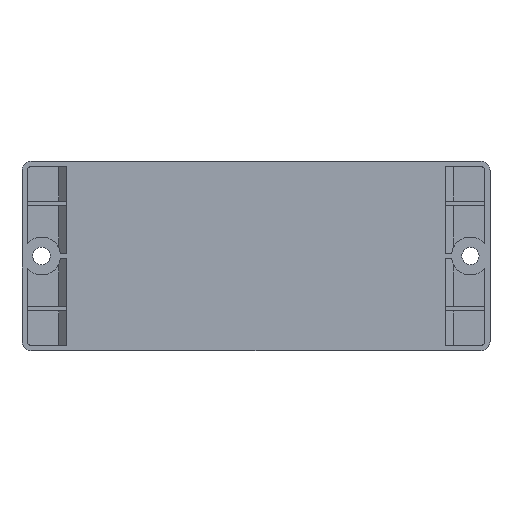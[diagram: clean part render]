
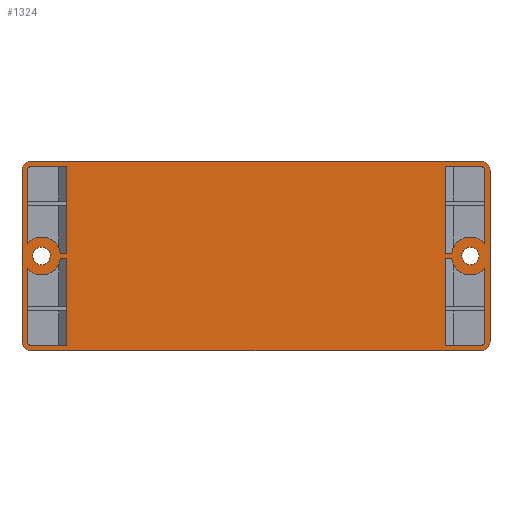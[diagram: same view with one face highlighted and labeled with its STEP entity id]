
A CAD part, top view. The second image highlights one B-rep face of the part: STEP entity #1324.
In plain terms, the highlighted planar face has unit normal (0, 0, 1).
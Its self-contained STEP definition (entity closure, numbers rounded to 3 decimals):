
#13=FACE_BOUND($,#184,.T.);
#14=FACE_BOUND($,#185,.T.);
#15=FACE_BOUND($,#186,.T.);
#16=FACE_BOUND($,#187,.T.);
#17=FACE_BOUND($,#188,.T.);
#18=FACE_BOUND($,#189,.T.);
#45=CIRCLE($,#1381,4.95);
#49=CIRCLE($,#1410,2.5);
#50=CIRCLE($,#1411,2.5);
#51=CIRCLE($,#1412,2.5);
#52=CIRCLE($,#1413,2.5);
#53=CIRCLE($,#1414,4.95);
#54=CIRCLE($,#1415,1.);
#55=CIRCLE($,#1416,1.);
#56=CIRCLE($,#1417,4.95);
#57=CIRCLE($,#1418,1.);
#58=CIRCLE($,#1419,1.);
#59=CIRCLE($,#1420,4.95);
#60=CIRCLE($,#1421,2.25);
#61=CIRCLE($,#1422,2.3);
#110=FACE_OUTER_BOUND($,#183,.T.);
#183=EDGE_LOOP($,(#1008,#1009,#1010,#1011,#1012,#1013,#1014,#1015));
#184=EDGE_LOOP($,(#1016,#1017,#1018,#1019,#1020,#1021));
#185=EDGE_LOOP($,(#1022,#1023,#1024,#1025,#1026,#1027));
#186=EDGE_LOOP($,(#1028,#1029,#1030,#1031,#1032,#1033));
#187=EDGE_LOOP($,(#1034,#1035,#1036,#1037,#1038,#1039));
#188=EDGE_LOOP($,(#1040));
#189=EDGE_LOOP($,(#1041));
#246=LINE($,#1865,#398);
#254=LINE($,#1880,#406);
#269=LINE($,#1921,#421);
#275=LINE($,#1933,#427);
#287=LINE($,#1959,#439);
#295=LINE($,#1974,#447);
#300=LINE($,#1986,#452);
#316=LINE($,#2025,#468);
#336=LINE($,#2067,#488);
#337=LINE($,#2071,#489);
#338=LINE($,#2075,#490);
#339=LINE($,#2079,#491);
#340=LINE($,#2084,#492);
#341=LINE($,#2087,#493);
#342=LINE($,#2091,#494);
#343=LINE($,#2094,#495);
#344=LINE($,#2096,#496);
#345=LINE($,#2098,#497);
#346=LINE($,#2102,#498);
#347=LINE($,#2105,#499);
#398=VECTOR($,#1490,9.2);
#406=VECTOR($,#1500,22.8);
#421=VECTOR($,#1537,1.581);
#427=VECTOR($,#1545,22.8);
#439=VECTOR($,#1565,9.2);
#447=VECTOR($,#1575,22.8);
#452=VECTOR($,#1586,1.581);
#468=VECTOR($,#1616,9.2);
#488=VECTOR($,#1656,117.2);
#489=VECTOR($,#1659,44.5);
#490=VECTOR($,#1662,117.2);
#491=VECTOR($,#1665,44.5);
#492=VECTOR($,#1670,19.062);
#493=VECTOR($,#1673,22.8);
#494=VECTOR($,#1676,19.062);
#495=VECTOR($,#1679,1.581);
#496=VECTOR($,#1680,19.062);
#497=VECTOR($,#1681,9.2);
#498=VECTOR($,#1684,19.062);
#499=VECTOR($,#1687,1.581);
#549=VERTEX_POINT($,#1862);
#550=VERTEX_POINT($,#1864);
#556=VERTEX_POINT($,#1878);
#568=VERTEX_POINT($,#1911);
#569=VERTEX_POINT($,#1913);
#571=VERTEX_POINT($,#1919);
#576=VERTEX_POINT($,#1931);
#585=VERTEX_POINT($,#1956);
#586=VERTEX_POINT($,#1958);
#592=VERTEX_POINT($,#1972);
#596=VERTEX_POINT($,#1984);
#611=VERTEX_POINT($,#2022);
#612=VERTEX_POINT($,#2024);
#623=VERTEX_POINT($,#2065);
#624=VERTEX_POINT($,#2066);
#625=VERTEX_POINT($,#2068);
#626=VERTEX_POINT($,#2070);
#627=VERTEX_POINT($,#2072);
#628=VERTEX_POINT($,#2074);
#629=VERTEX_POINT($,#2076);
#630=VERTEX_POINT($,#2078);
#631=VERTEX_POINT($,#2081);
#632=VERTEX_POINT($,#2083);
#633=VERTEX_POINT($,#2086);
#634=VERTEX_POINT($,#2088);
#635=VERTEX_POINT($,#2090);
#636=VERTEX_POINT($,#2092);
#637=VERTEX_POINT($,#2095);
#638=VERTEX_POINT($,#2097);
#639=VERTEX_POINT($,#2100);
#640=VERTEX_POINT($,#2101);
#641=VERTEX_POINT($,#2104);
#642=VERTEX_POINT($,#2107);
#643=VERTEX_POINT($,#2109);
#678=EDGE_CURVE($,#550,#549,#246,.T.);
#686=EDGE_CURVE($,#549,#556,#254,.T.);
#702=EDGE_CURVE($,#569,#568,#45,.T.);
#706=EDGE_CURVE($,#568,#571,#269,.T.);
#712=EDGE_CURVE($,#571,#576,#275,.T.);
#724=EDGE_CURVE($,#586,#585,#287,.T.);
#732=EDGE_CURVE($,#585,#592,#295,.T.);
#738=EDGE_CURVE($,#592,#596,#300,.T.);
#756=EDGE_CURVE($,#612,#611,#316,.T.);
#777=EDGE_CURVE($,#623,#624,#336,.T.);
#778=EDGE_CURVE($,#625,#623,#49,.T.);
#779=EDGE_CURVE($,#626,#625,#337,.T.);
#780=EDGE_CURVE($,#627,#626,#50,.T.);
#781=EDGE_CURVE($,#628,#627,#338,.T.);
#782=EDGE_CURVE($,#629,#628,#51,.T.);
#783=EDGE_CURVE($,#630,#629,#339,.T.);
#784=EDGE_CURVE($,#624,#630,#52,.T.);
#785=EDGE_CURVE($,#596,#631,#53,.T.);
#786=EDGE_CURVE($,#631,#632,#340,.T.);
#787=EDGE_CURVE($,#632,#586,#54,.T.);
#788=EDGE_CURVE($,#633,#612,#341,.T.);
#789=EDGE_CURVE($,#611,#634,#55,.T.);
#790=EDGE_CURVE($,#634,#635,#342,.T.);
#791=EDGE_CURVE($,#635,#636,#56,.T.);
#792=EDGE_CURVE($,#636,#633,#343,.T.);
#793=EDGE_CURVE($,#637,#569,#344,.T.);
#794=EDGE_CURVE($,#576,#638,#345,.T.);
#795=EDGE_CURVE($,#638,#637,#57,.T.);
#796=EDGE_CURVE($,#639,#640,#346,.T.);
#797=EDGE_CURVE($,#640,#550,#58,.T.);
#798=EDGE_CURVE($,#556,#641,#347,.T.);
#799=EDGE_CURVE($,#641,#639,#59,.T.);
#800=EDGE_CURVE($,#642,#642,#60,.T.);
#801=EDGE_CURVE($,#643,#643,#61,.T.);
#1008=ORIENTED_EDGE($,*,*,#777,.F.);
#1009=ORIENTED_EDGE($,*,*,#778,.F.);
#1010=ORIENTED_EDGE($,*,*,#779,.F.);
#1011=ORIENTED_EDGE($,*,*,#780,.F.);
#1012=ORIENTED_EDGE($,*,*,#781,.F.);
#1013=ORIENTED_EDGE($,*,*,#782,.F.);
#1014=ORIENTED_EDGE($,*,*,#783,.F.);
#1015=ORIENTED_EDGE($,*,*,#784,.F.);
#1016=ORIENTED_EDGE($,*,*,#732,.T.);
#1017=ORIENTED_EDGE($,*,*,#738,.T.);
#1018=ORIENTED_EDGE($,*,*,#785,.T.);
#1019=ORIENTED_EDGE($,*,*,#786,.T.);
#1020=ORIENTED_EDGE($,*,*,#787,.T.);
#1021=ORIENTED_EDGE($,*,*,#724,.T.);
#1022=ORIENTED_EDGE($,*,*,#788,.T.);
#1023=ORIENTED_EDGE($,*,*,#756,.T.);
#1024=ORIENTED_EDGE($,*,*,#789,.T.);
#1025=ORIENTED_EDGE($,*,*,#790,.T.);
#1026=ORIENTED_EDGE($,*,*,#791,.T.);
#1027=ORIENTED_EDGE($,*,*,#792,.T.);
#1028=ORIENTED_EDGE($,*,*,#793,.T.);
#1029=ORIENTED_EDGE($,*,*,#702,.T.);
#1030=ORIENTED_EDGE($,*,*,#706,.T.);
#1031=ORIENTED_EDGE($,*,*,#712,.T.);
#1032=ORIENTED_EDGE($,*,*,#794,.T.);
#1033=ORIENTED_EDGE($,*,*,#795,.T.);
#1034=ORIENTED_EDGE($,*,*,#796,.T.);
#1035=ORIENTED_EDGE($,*,*,#797,.T.);
#1036=ORIENTED_EDGE($,*,*,#678,.T.);
#1037=ORIENTED_EDGE($,*,*,#686,.T.);
#1038=ORIENTED_EDGE($,*,*,#798,.T.);
#1039=ORIENTED_EDGE($,*,*,#799,.T.);
#1040=ORIENTED_EDGE($,*,*,#800,.T.);
#1041=ORIENTED_EDGE($,*,*,#801,.T.);
#1266=PLANE($,#1409);
#1324=ADVANCED_FACE($,(#110,#13,#14,#15,#16,#17,#18),#1266,.T.);
#1381=AXIS2_PLACEMENT_3D($,#1914,#1529,#1530);
#1409=AXIS2_PLACEMENT_3D($,#2064,#1654,#1655);
#1410=AXIS2_PLACEMENT_3D($,#2069,#1657,#1658);
#1411=AXIS2_PLACEMENT_3D($,#2073,#1660,#1661);
#1412=AXIS2_PLACEMENT_3D($,#2077,#1663,#1664);
#1413=AXIS2_PLACEMENT_3D($,#2080,#1666,#1667);
#1414=AXIS2_PLACEMENT_3D($,#2082,#1668,#1669);
#1415=AXIS2_PLACEMENT_3D($,#2085,#1671,#1672);
#1416=AXIS2_PLACEMENT_3D($,#2089,#1674,#1675);
#1417=AXIS2_PLACEMENT_3D($,#2093,#1677,#1678);
#1418=AXIS2_PLACEMENT_3D($,#2099,#1682,#1683);
#1419=AXIS2_PLACEMENT_3D($,#2103,#1685,#1686);
#1420=AXIS2_PLACEMENT_3D($,#2106,#1688,#1689);
#1421=AXIS2_PLACEMENT_3D($,#2108,#1690,#1691);
#1422=AXIS2_PLACEMENT_3D($,#2110,#1692,#1693);
#1490=DIRECTION($,(-1.,0.,0.));
#1500=DIRECTION($,(0.,1.,0.));
#1529=DIRECTION('center_axis',(0.,0.,1.));
#1530=DIRECTION('ref_axis',(-0.747,-0.664,0.));
#1537=DIRECTION($,(-1.,0.,0.));
#1545=DIRECTION($,(0.,1.,0.));
#1565=DIRECTION($,(1.,0.,0.));
#1575=DIRECTION($,(0.,-1.,0.));
#1586=DIRECTION($,(-1.,0.,0.));
#1616=DIRECTION($,(-1.,0.,0.));
#1654=DIRECTION('center_axis',(0.,0.,1.));
#1655=DIRECTION('ref_axis',(1.,0.,0.));
#1656=DIRECTION($,(1.,0.,0.));
#1657=DIRECTION('center_axis',(0.,0.,-1.));
#1658=DIRECTION('ref_axis',(0.,-1.,0.));
#1659=DIRECTION($,(0.,1.,0.));
#1660=DIRECTION('center_axis',(0.,0.,-1.));
#1661=DIRECTION('ref_axis',(1.,0.,0.));
#1662=DIRECTION($,(-1.,0.,0.));
#1663=DIRECTION('center_axis',(0.,0.,-1.));
#1664=DIRECTION('ref_axis',(0.,1.,0.));
#1665=DIRECTION($,(0.,-1.,0.));
#1666=DIRECTION('center_axis',(0.,0.,-1.));
#1667=DIRECTION('ref_axis',(-1.,0.,0.));
#1668=DIRECTION('center_axis',(0.,0.,1.));
#1669=DIRECTION('ref_axis',(-0.994,-0.111,0.));
#1670=DIRECTION($,(0.,1.,0.));
#1671=DIRECTION('center_axis',(0.,0.,-1.));
#1672=DIRECTION('ref_axis',(0.,1.,0.));
#1673=DIRECTION($,(0.,-1.,0.));
#1674=DIRECTION('center_axis',(0.,0.,-1.));
#1675=DIRECTION('ref_axis',(-1.,0.,0.));
#1676=DIRECTION($,(0.,1.,0.));
#1677=DIRECTION('center_axis',(0.,0.,1.));
#1678=DIRECTION('ref_axis',(0.747,0.664,0.));
#1679=DIRECTION($,(1.,0.,0.));
#1680=DIRECTION($,(0.,-1.,0.));
#1681=DIRECTION($,(1.,0.,0.));
#1682=DIRECTION('center_axis',(0.,0.,-1.));
#1683=DIRECTION('ref_axis',(1.,0.,0.));
#1684=DIRECTION($,(0.,-1.,0.));
#1685=DIRECTION('center_axis',(0.,0.,-1.));
#1686=DIRECTION('ref_axis',(0.,-1.,0.));
#1687=DIRECTION($,(1.,0.,0.));
#1688=DIRECTION('center_axis',(0.,0.,1.));
#1689=DIRECTION('ref_axis',(0.994,0.111,0.));
#1690=DIRECTION('center_axis',(0.,0.,-1.));
#1691=DIRECTION('ref_axis',(-1.,0.,0.));
#1692=DIRECTION('center_axis',(0.,0.,-1.));
#1693=DIRECTION('ref_axis',(-1.,0.,0.));
#1862=CARTESIAN_POINT('',(110.6,1.4,8.4));
#1864=CARTESIAN_POINT('',(119.8,1.4,8.4));
#1865=CARTESIAN_POINT($,(119.8,1.4,8.4));
#1878=CARTESIAN_POINT('',(110.6,24.2,8.4));
#1880=CARTESIAN_POINT($,(110.6,1.4,8.4));
#1911=CARTESIAN_POINT('',(112.181,25.3,8.4));
#1913=CARTESIAN_POINT('',(120.8,28.038,8.4));
#1914=CARTESIAN_POINT('Origin',(117.1,24.75,8.4));
#1919=CARTESIAN_POINT('',(110.6,25.3,8.4));
#1921=CARTESIAN_POINT($,(112.181,25.3,8.4));
#1931=CARTESIAN_POINT('',(110.6,48.1,8.4));
#1933=CARTESIAN_POINT($,(110.6,25.3,8.4));
#1956=CARTESIAN_POINT('',(11.6,48.1,8.4));
#1958=CARTESIAN_POINT('',(2.4,48.1,8.4));
#1959=CARTESIAN_POINT($,(2.4,48.1,8.4));
#1972=CARTESIAN_POINT('',(11.6,25.3,8.4));
#1974=CARTESIAN_POINT($,(11.6,48.1,8.4));
#1984=CARTESIAN_POINT('',(10.019,25.3,8.4));
#1986=CARTESIAN_POINT($,(11.6,25.3,8.4));
#2022=CARTESIAN_POINT('',(2.4,1.4,8.4));
#2024=CARTESIAN_POINT('',(11.6,1.4,8.4));
#2025=CARTESIAN_POINT($,(11.6,1.4,8.4));
#2064=CARTESIAN_POINT('Origin',(61.1,24.75,8.4));
#2065=CARTESIAN_POINT('',(2.5,49.5,8.4));
#2066=CARTESIAN_POINT('',(119.7,49.5,8.4));
#2067=CARTESIAN_POINT($,(2.5,49.5,8.4));
#2068=CARTESIAN_POINT('',(0.,47.,8.4));
#2069=CARTESIAN_POINT('Origin',(2.5,47.,8.4));
#2070=CARTESIAN_POINT('',(0.,2.5,8.4));
#2071=CARTESIAN_POINT($,(0.,2.5,8.4));
#2072=CARTESIAN_POINT('',(2.5,0.,8.4));
#2073=CARTESIAN_POINT('Origin',(2.5,2.5,8.4));
#2074=CARTESIAN_POINT('',(119.7,0.,8.4));
#2075=CARTESIAN_POINT($,(119.7,0.,8.4));
#2076=CARTESIAN_POINT('',(122.2,2.5,8.4));
#2077=CARTESIAN_POINT('Origin',(119.7,2.5,8.4));
#2078=CARTESIAN_POINT('',(122.2,47.,8.4));
#2079=CARTESIAN_POINT($,(122.2,47.,8.4));
#2080=CARTESIAN_POINT('Origin',(119.7,47.,8.4));
#2081=CARTESIAN_POINT('',(1.4,28.038,8.4));
#2082=CARTESIAN_POINT('Origin',(5.1,24.75,8.4));
#2083=CARTESIAN_POINT('',(1.4,47.1,8.4));
#2084=CARTESIAN_POINT($,(1.4,28.038,8.4));
#2085=CARTESIAN_POINT('Origin',(2.4,47.1,8.4));
#2086=CARTESIAN_POINT('',(11.6,24.2,8.4));
#2087=CARTESIAN_POINT($,(11.6,24.2,8.4));
#2088=CARTESIAN_POINT('',(1.4,2.4,8.4));
#2089=CARTESIAN_POINT('Origin',(2.4,2.4,8.4));
#2090=CARTESIAN_POINT('',(1.4,21.462,8.4));
#2091=CARTESIAN_POINT($,(1.4,2.4,8.4));
#2092=CARTESIAN_POINT('',(10.019,24.2,8.4));
#2093=CARTESIAN_POINT('Origin',(5.1,24.75,8.4));
#2094=CARTESIAN_POINT($,(10.019,24.2,8.4));
#2095=CARTESIAN_POINT('',(120.8,47.1,8.4));
#2096=CARTESIAN_POINT($,(120.8,47.1,8.4));
#2097=CARTESIAN_POINT('',(119.8,48.1,8.4));
#2098=CARTESIAN_POINT($,(110.6,48.1,8.4));
#2099=CARTESIAN_POINT('Origin',(119.8,47.1,8.4));
#2100=CARTESIAN_POINT('',(120.8,21.462,8.4));
#2101=CARTESIAN_POINT('',(120.8,2.4,8.4));
#2102=CARTESIAN_POINT($,(120.8,21.462,8.4));
#2103=CARTESIAN_POINT('Origin',(119.8,2.4,8.4));
#2104=CARTESIAN_POINT('',(112.181,24.2,8.4));
#2105=CARTESIAN_POINT($,(110.6,24.2,8.4));
#2106=CARTESIAN_POINT('Origin',(117.1,24.75,8.4));
#2107=CARTESIAN_POINT('',(119.35,24.75,8.4));
#2108=CARTESIAN_POINT('Origin',(117.1,24.75,8.4));
#2109=CARTESIAN_POINT('',(7.4,24.75,8.4));
#2110=CARTESIAN_POINT('Origin',(5.1,24.75,8.4));
